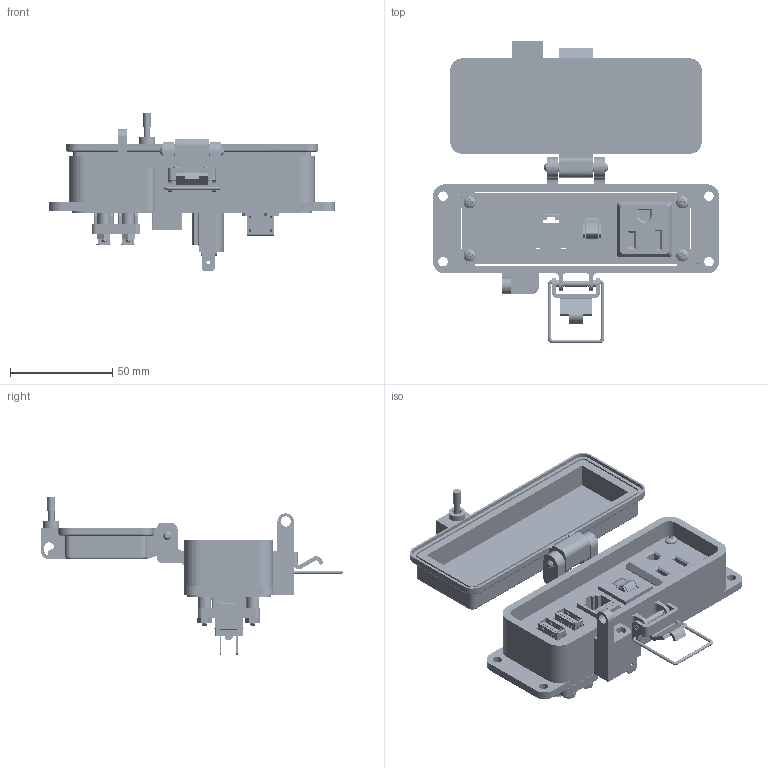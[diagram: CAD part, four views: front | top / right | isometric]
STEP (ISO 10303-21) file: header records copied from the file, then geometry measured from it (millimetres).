
FILE_DESCRIPTION (( 'STEP AP203' ), '1' );
FILE_NAME ('P-P22#2R2-H3R3_3D.STEP', '2023-02-23T14:58:25', ( '' ), ( '' ), 'SwSTEP 2.0', 'SolidWorks 2021', '' );
FILE_SCHEMA (( 'CONFIG_CONTROL_DESIGN' ));
Length unit declared in the file: millimetre
Products named in the file (20): P-P22#2R2-H3R3_3D; R2; Z-200-OTLT-R0SQ; P-P22#2R2-H3R3_TP180_1; P-P22#2R2-H3R3_FP060_1; P-P22#2R2-H3R3_TP060_2; Z-300-USB-A-FF; R; P22; P-P22#2R2-H3R3_BP180_1; -H3; Z-H-H3_B; 92005A124_METRIC PAN HEAD PHILLIPS MACHINE SCREW_92005A124; Z-CB-SM; Z-000-4243316TFP; Z-001-SPR_3_4; Z-002-4401_4HN_90675A005; Z-000-44011_4FH_90273A117; CBX; Z-300-RJ45CAT5
Assembly tree (34 placements, depth 3):
  P-P22#2R2-H3R3_3D
    -H3
      Z-H-H3_B
    P-P22#2R2-H3R3_BP180_1
    P-P22#2R2-H3R3_FP060_1
    P-P22#2R2-H3R3_TP060_2
    P-P22#2R2-H3R3_TP180_1
    Z-000-4243316TFP  x3
    P22  x2
      Z-300-USB-A-FF
    Z-000-44011_4FH_90273A117  x4
    Z-001-SPR_3_4  x4
    Z-002-4401_4HN_90675A005  x4
    R2
      Z-300-RJ45CAT5
    CBX
      Z-CB-SM
    R
      Z-200-OTLT-R0SQ
    92005A124_METRIC PAN HEAD PHILLIPS MACHINE SCREW_92005A124  x4
Bounding box: 140 x 147.61 x 77.73 mm (x, y, z)
Volume: 124169.9 mm3; surface area: 99049.6 mm2
Topology: 36 solids, 36 shells, 4062 faces, 11481 edges, 7559 vertices
Faces by surface type: cylinder 1851, plane 1592, bspline 319, cone 236, sphere 40, torus 24
Entity records: 84050 total; most frequent: CARTESIAN_POINT 30947, ORIENTED_EDGE 11624, DIRECTION 9071, EDGE_CURVE 5812, VERTEX_POINT 3838, LINE 3661, VECTOR 3661, AXIS2_PLACEMENT_3D 2705
